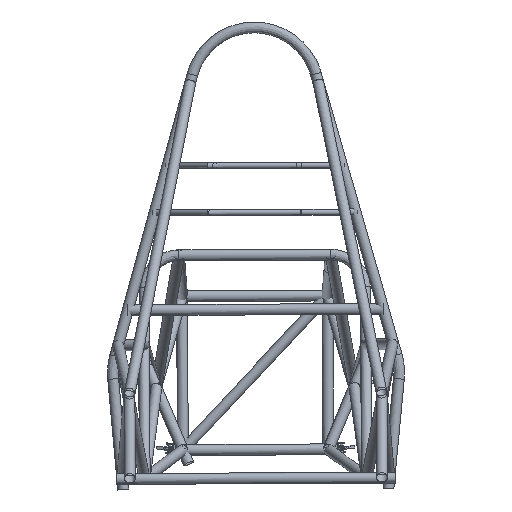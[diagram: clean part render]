
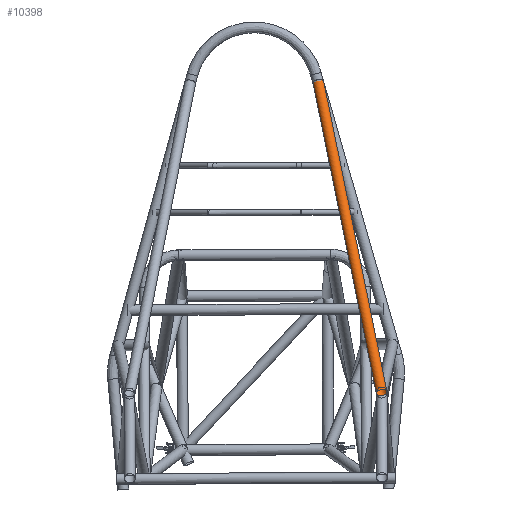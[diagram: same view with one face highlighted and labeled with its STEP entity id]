
A CAD part, left-side view. The second image highlights one B-rep face of the part: STEP entity #10398.
In plain terms, the highlighted cylindrical face has radius 12.7 mm (diameter 25.4 mm), a full revolution.
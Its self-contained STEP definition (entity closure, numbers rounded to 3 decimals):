
#649=FACE_OUTER_BOUND('',#1225,.T.);
#1225=EDGE_LOOP('',(#6999,#7000,#7001,#7002));
#1921=LINE('',#17950,#2579);
#2579=VECTOR('',#13044,12.7);
#3313=CIRCLE('',#11362,12.7);
#3314=CIRCLE('',#11363,12.7);
#4175=VERTEX_POINT('',#17947);
#4176=VERTEX_POINT('',#17949);
#5337=EDGE_CURVE('',#4175,#4175,#3313,.T.);
#5338=EDGE_CURVE('',#4175,#4176,#1921,.T.);
#5339=EDGE_CURVE('',#4176,#4176,#3314,.T.);
#6999=ORIENTED_EDGE('',*,*,#5337,.T.);
#7000=ORIENTED_EDGE('',*,*,#5338,.T.);
#7001=ORIENTED_EDGE('',*,*,#5339,.F.);
#7002=ORIENTED_EDGE('',*,*,#5338,.F.);
#9725=CYLINDRICAL_SURFACE('',#11361,12.7);
#10398=ADVANCED_FACE('',(#649),#9725,.F.);
#11361=AXIS2_PLACEMENT_3D('',#17946,#13040,#13041);
#11362=AXIS2_PLACEMENT_3D('',#17948,#13042,#13043);
#11363=AXIS2_PLACEMENT_3D('',#17951,#13045,#13046);
#13040=DIRECTION('center_axis',(0.566,0.161,0.809));
#13041=DIRECTION('ref_axis',(0.161,-0.983,0.083));
#13042=DIRECTION('center_axis',(0.566,0.161,0.809));
#13043=DIRECTION('ref_axis',(-0.161,0.983,-0.083));
#13044=DIRECTION('',(-0.566,-0.161,-0.809));
#13045=DIRECTION('center_axis',(0.566,0.161,0.809));
#13046=DIRECTION('ref_axis',(0.161,-0.983,0.083));
#17946=CARTESIAN_POINT('Origin',(-1241.042,-222.557,615.111));
#17947=CARTESIAN_POINT('',(-989.132,-137.626,977.098));
#17948=CARTESIAN_POINT('Origin',(-987.083,-150.115,978.156));
#17949=CARTESIAN_POINT('',(-1497.049,-282.511,251.007));
#17950=CARTESIAN_POINT('',(-1243.091,-210.069,614.052));
#17951=CARTESIAN_POINT('Origin',(-1495.,-295.,252.065));
